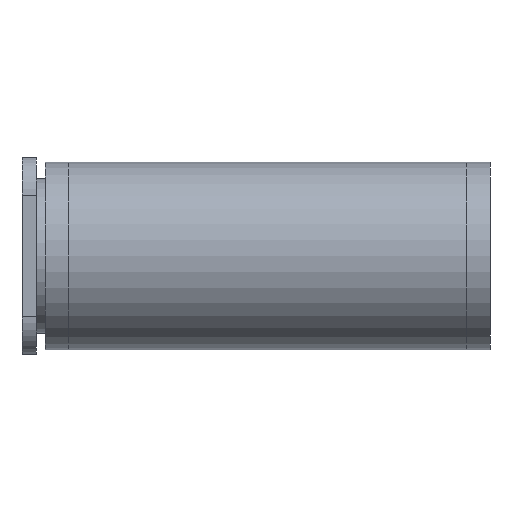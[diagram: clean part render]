
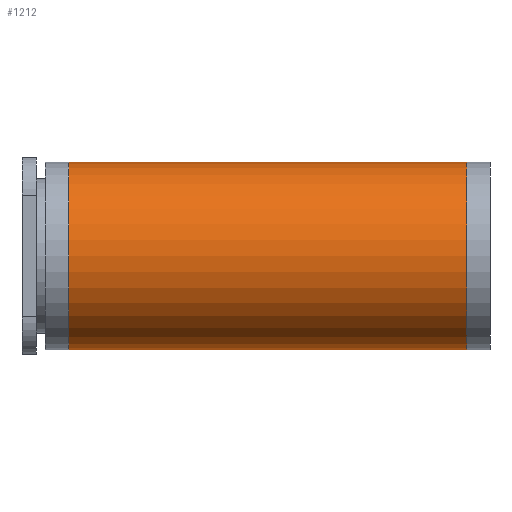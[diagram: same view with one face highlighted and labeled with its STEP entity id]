
A CAD part, left-side view. The second image highlights one B-rep face of the part: STEP entity #1212.
In plain terms, the highlighted cylindrical face has radius 20 mm (diameter 40 mm), a partial arc.
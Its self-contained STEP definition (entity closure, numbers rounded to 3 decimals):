
#36 = ORIENTED_EDGE ( 'NONE', *, *, #313, .F. ) ;
#97 = CARTESIAN_POINT ( 'NONE',  ( 0., 0., 20. ) ) ;
#113 = LINE ( 'NONE', #777, #887 ) ;
#114 = ORIENTED_EDGE ( 'NONE', *, *, #168, .T. ) ;
#168 = EDGE_CURVE ( 'NONE', #299, #856, #113, .T. ) ;
#244 = EDGE_LOOP ( 'NONE', ( #457, #36, #114, #837 ) ) ;
#253 = AXIS2_PLACEMENT_3D ( 'NONE', #566, #673, #1240 ) ;
#287 = VERTEX_POINT ( 'NONE', #97 ) ;
#297 = AXIS2_PLACEMENT_3D ( 'NONE', #1048, #862, #492 ) ;
#299 = VERTEX_POINT ( 'NONE', #871 ) ;
#313 = EDGE_CURVE ( 'NONE', #299, #533, #1134, .T. ) ;
#325 = CARTESIAN_POINT ( 'NONE',  ( 0., 85., 20. ) ) ;
#328 = FACE_OUTER_BOUND ( 'NONE', #244, .T. ) ;
#357 = AXIS2_PLACEMENT_3D ( 'NONE', #696, #494, #1094 ) ;
#391 = EDGE_CURVE ( 'NONE', #856, #287, #452, .T. ) ;
#452 = CIRCLE ( 'NONE', #297, 20. ) ;
#457 = ORIENTED_EDGE ( 'NONE', *, *, #974, .F. ) ;
#492 = DIRECTION ( 'NONE',  ( 0., 0., 1. ) ) ;
#494 = DIRECTION ( 'NONE',  ( 0., -1., 0. ) ) ;
#511 = CYLINDRICAL_SURFACE ( 'NONE', #357, 20. ) ;
#533 = VERTEX_POINT ( 'NONE', #1091 ) ;
#566 = CARTESIAN_POINT ( 'NONE',  ( 0., 85., 0. ) ) ;
#589 = DIRECTION ( 'NONE',  ( 0., -1., 0. ) ) ;
#621 = LINE ( 'NONE', #325, #1089 ) ;
#673 = DIRECTION ( 'NONE',  ( 0., 1., 0. ) ) ;
#696 = CARTESIAN_POINT ( 'NONE',  ( 0., 85., 0. ) ) ;
#702 = DIRECTION ( 'NONE',  ( 0., -1., 0. ) ) ;
#777 = CARTESIAN_POINT ( 'NONE',  ( 0., 85., -20. ) ) ;
#806 = CARTESIAN_POINT ( 'NONE',  ( 0., 0., -20. ) ) ;
#837 = ORIENTED_EDGE ( 'NONE', *, *, #391, .T. ) ;
#856 = VERTEX_POINT ( 'NONE', #806 ) ;
#862 = DIRECTION ( 'NONE',  ( 0., 1., 0. ) ) ;
#871 = CARTESIAN_POINT ( 'NONE',  ( 0., 85., -20. ) ) ;
#887 = VECTOR ( 'NONE', #589, 1000. ) ;
#974 = EDGE_CURVE ( 'NONE', #533, #287, #621, .T. ) ;
#1048 = CARTESIAN_POINT ( 'NONE',  ( 0., 0., 0. ) ) ;
#1089 = VECTOR ( 'NONE', #702, 1000. ) ;
#1091 = CARTESIAN_POINT ( 'NONE',  ( 0., 85., 20. ) ) ;
#1094 = DIRECTION ( 'NONE',  ( 0., 0., -1. ) ) ;
#1134 = CIRCLE ( 'NONE', #253, 20. ) ;
#1212 = ADVANCED_FACE ( 'NONE', ( #328 ), #511, .T. ) ;
#1240 = DIRECTION ( 'NONE',  ( 0., 0., 1. ) ) ;
